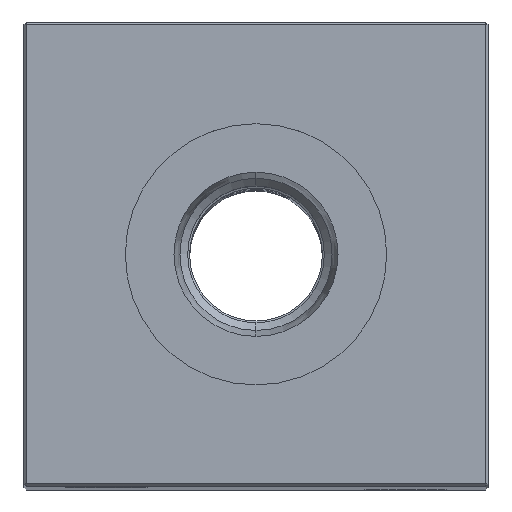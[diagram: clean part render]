
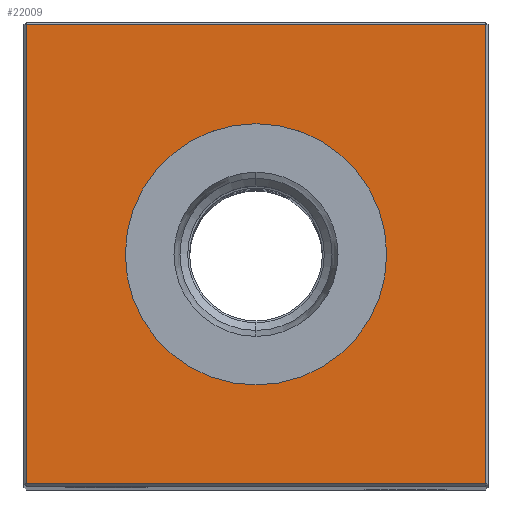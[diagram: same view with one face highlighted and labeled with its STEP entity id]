
A CAD part, top view. The second image highlights one B-rep face of the part: STEP entity #22009.
In plain terms, the highlighted planar face has unit normal (0, 0, 1).
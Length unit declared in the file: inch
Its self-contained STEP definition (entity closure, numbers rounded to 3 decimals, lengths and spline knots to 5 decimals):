
#1110 = CARTESIAN_POINT ( 'NONE',  ( -0.865, 0., 7.25 ) ) ;
#1312 = CARTESIAN_POINT ( 'NONE',  ( 0.865, 0., 7.25 ) ) ;
#2375 = EDGE_CURVE ( 'NONE', #14261, #18004, #12399, .T. ) ;
#2624 = EDGE_LOOP ( 'NONE', ( #21398, #18356, #10357, #3149 ) ) ;
#3149 = ORIENTED_EDGE ( 'NONE', *, *, #21937, .T. ) ;
#3807 = EDGE_CURVE ( 'NONE', #18004, #14261, #24790, .T. ) ;
#4053 = LINE ( 'NONE', #1312, #11581 ) ;
#4164 = LINE ( 'NONE', #12604, #20940 ) ;
#4583 = FACE_OUTER_BOUND ( 'NONE', #2624, .T. ) ;
#5088 = VECTOR ( 'NONE', #23618, 39.37008 ) ;
#5367 = ORIENTED_EDGE ( 'NONE', *, *, #3807, .T. ) ;
#6189 = ORIENTED_EDGE ( 'NONE', *, *, #2375, .T. ) ;
#6683 = CARTESIAN_POINT ( 'NONE',  ( 0.865, -0.865, 7.25 ) ) ;
#7165 = VERTEX_POINT ( 'NONE', #11762 ) ;
#7199 = DIRECTION ( 'NONE',  ( -1., 0., 0. ) ) ;
#7215 = CARTESIAN_POINT ( 'NONE',  ( 0., 0.49213, 7.25 ) ) ;
#7329 = LINE ( 'NONE', #1110, #15322 ) ;
#8226 = EDGE_CURVE ( 'NONE', #19667, #21763, #27227, .T. ) ;
#8778 = DIRECTION ( 'NONE',  ( -1., 0., 0. ) ) ;
#9044 = AXIS2_PLACEMENT_3D ( 'NONE', #21555, #23609, #7199 ) ;
#9728 = DIRECTION ( 'NONE',  ( 0., 1., 0. ) ) ;
#10357 = ORIENTED_EDGE ( 'NONE', *, *, #11260, .T. ) ;
#11260 = EDGE_CURVE ( 'NONE', #21763, #7165, #4053, .T. ) ;
#11479 = PLANE ( 'NONE',  #9044 ) ;
#11581 = VECTOR ( 'NONE', #9728, 39.37008 ) ;
#11762 = CARTESIAN_POINT ( 'NONE',  ( 0.865, 0.865, 7.25 ) ) ;
#12148 = DIRECTION ( 'NONE',  ( -1., 0., 0. ) ) ;
#12399 = CIRCLE ( 'NONE', #22103, 0.49213 ) ;
#12604 = CARTESIAN_POINT ( 'NONE',  ( 0., 0.865, 7.25 ) ) ;
#13158 = FACE_BOUND ( 'NONE', #13564, .T. ) ;
#13564 = EDGE_LOOP ( 'NONE', ( #5367, #6189 ) ) ;
#13676 = VERTEX_POINT ( 'NONE', #16278 ) ;
#14261 = VERTEX_POINT ( 'NONE', #26764 ) ;
#14535 = DIRECTION ( 'NONE',  ( -1., 0., 0. ) ) ;
#14573 = CARTESIAN_POINT ( 'NONE',  ( 0., -0.865, 7.25 ) ) ;
#14707 = AXIS2_PLACEMENT_3D ( 'NONE', #17188, #17058, #8778 ) ;
#14723 = CARTESIAN_POINT ( 'NONE',  ( -0.865, -0.865, 7.25 ) ) ;
#15322 = VECTOR ( 'NONE', #24267, 39.37008 ) ;
#16278 = CARTESIAN_POINT ( 'NONE',  ( -0.865, 0.865, 7.25 ) ) ;
#17058 = DIRECTION ( 'NONE',  ( 0., 0., -1. ) ) ;
#17188 = CARTESIAN_POINT ( 'NONE',  ( 0., 0., 7.25 ) ) ;
#18004 = VERTEX_POINT ( 'NONE', #7215 ) ;
#18356 = ORIENTED_EDGE ( 'NONE', *, *, #8226, .T. ) ;
#19667 = VERTEX_POINT ( 'NONE', #14723 ) ;
#19979 = EDGE_CURVE ( 'NONE', #13676, #19667, #7329, .T. ) ;
#20424 = CARTESIAN_POINT ( 'NONE',  ( 0., 0., 7.25 ) ) ;
#20940 = VECTOR ( 'NONE', #14535, 39.37008 ) ;
#21398 = ORIENTED_EDGE ( 'NONE', *, *, #19979, .T. ) ;
#21555 = CARTESIAN_POINT ( 'NONE',  ( 0., 0., 7.25 ) ) ;
#21763 = VERTEX_POINT ( 'NONE', #6683 ) ;
#21937 = EDGE_CURVE ( 'NONE', #7165, #13676, #4164, .T. ) ;
#22009 = ADVANCED_FACE ( 'NONE', ( #4583, #13158 ), #11479, .F. ) ;
#22103 = AXIS2_PLACEMENT_3D ( 'NONE', #20424, #22767, #12148 ) ;
#22767 = DIRECTION ( 'NONE',  ( 0., 0., -1. ) ) ;
#23609 = DIRECTION ( 'NONE',  ( 0., 0., -1. ) ) ;
#23618 = DIRECTION ( 'NONE',  ( 1., 0., 0. ) ) ;
#24267 = DIRECTION ( 'NONE',  ( 0., -1., 0. ) ) ;
#24790 = CIRCLE ( 'NONE', #14707, 0.49213 ) ;
#26764 = CARTESIAN_POINT ( 'NONE',  ( 0., -0.49213, 7.25 ) ) ;
#27227 = LINE ( 'NONE', #14573, #5088 ) ;
